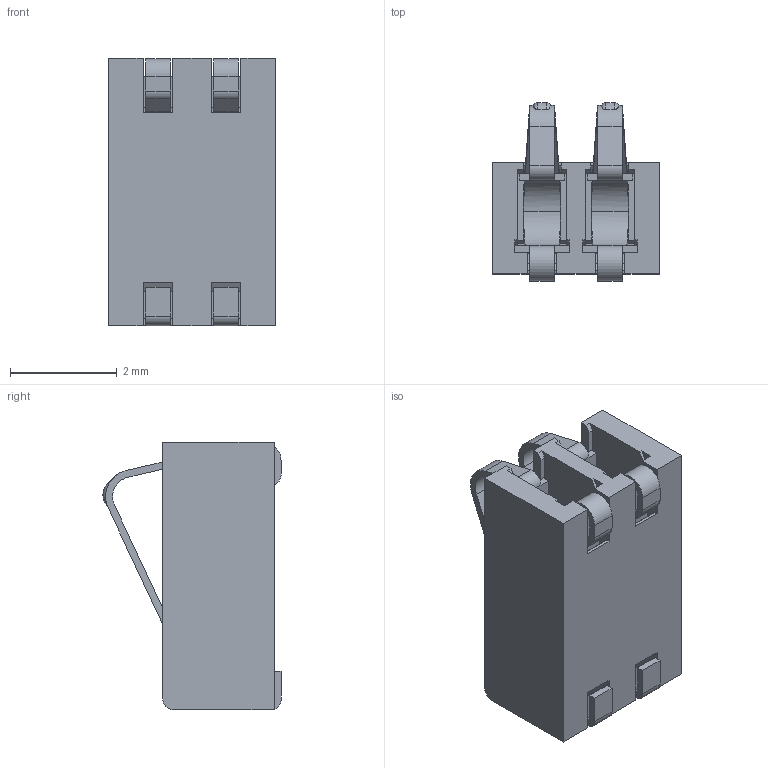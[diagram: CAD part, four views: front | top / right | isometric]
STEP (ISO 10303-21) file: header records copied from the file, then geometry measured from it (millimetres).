
FILE_DESCRIPTION (( 'STEP AP214' ), '1' );
FILE_NAME ('70ABJ-2-M0E.STEP', '2019-01-21T13:59:40', ( '' ), ( '' ), 'SwSTEP 2.0', 'SolidWorks 2017', '' );
FILE_SCHEMA (( 'AUTOMOTIVE_DESIGN' ));
Length unit declared in the file: millimetre
Products named in the file (1): 70ABJ-2-M0E
Bounding box: 3.12 x 3.33 x 5 mm (x, y, z)
Volume: 20.2 mm3; surface area: 148.7 mm2
Topology: 3 solids, 3 shells, 213 faces, 615 edges, 406 vertices
Faces by surface type: plane 158, cylinder 51, torus 4
Entity records: 7213 total; most frequent: CARTESIAN_POINT 1687, ORIENTED_EDGE 1230, DIRECTION 1019, EDGE_CURVE 615, VECTOR 455, LINE 455, VERTEX_POINT 406, AXIS2_PLACEMENT_3D 282
